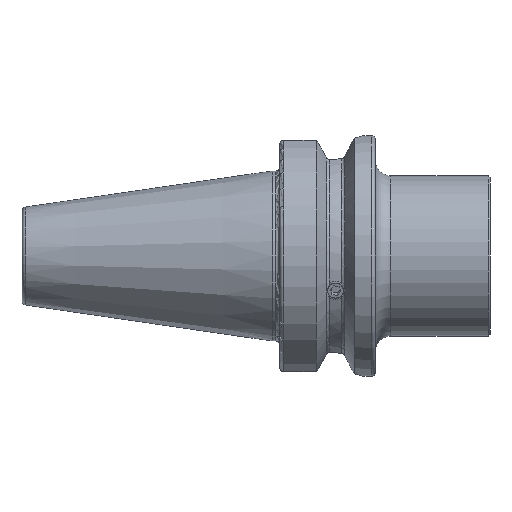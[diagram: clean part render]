
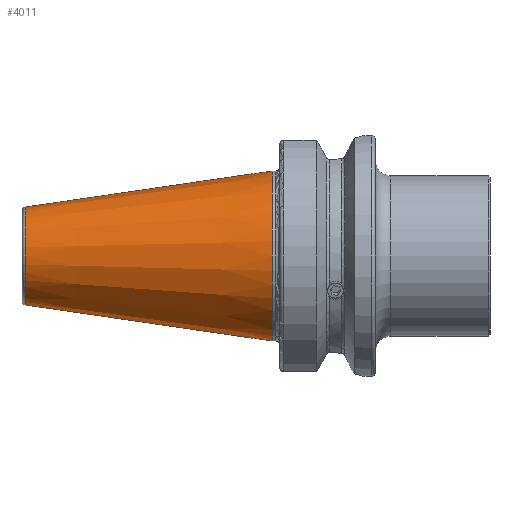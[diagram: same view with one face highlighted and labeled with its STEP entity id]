
A CAD part, front view. The second image highlights one B-rep face of the part: STEP entity #4011.
In plain terms, the highlighted conical face has half-angle 8.297 degrees and reference radius 22.225 mm.
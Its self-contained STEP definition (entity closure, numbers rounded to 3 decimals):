
#26 = VERTEX_POINT ( 'NONE', #2869 ) ;
#70 = VERTEX_POINT ( 'NONE', #5051 ) ;
#208 = CARTESIAN_POINT ( 'NONE',  ( -64.544, 0., 0. ) ) ;
#399 = VECTOR ( 'NONE', #5418, 1000. ) ;
#418 = DIRECTION ( 'NONE',  ( -1., 0., 0. ) ) ;
#447 = VERTEX_POINT ( 'NONE', #3685 ) ;
#467 = ORIENTED_EDGE ( 'NONE', *, *, #1719, .T. ) ;
#476 = CIRCLE ( 'NONE', #2265, 22.225 ) ;
#571 = DIRECTION ( 'NONE',  ( 0., 0., -1. ) ) ;
#773 = DIRECTION ( 'NONE',  ( 0., 0., 1. ) ) ;
#1118 = DIRECTION ( 'NONE',  ( 1., 0., 0. ) ) ;
#1119 = ORIENTED_EDGE ( 'NONE', *, *, #2606, .F. ) ;
#1235 = CONICAL_SURFACE ( 'NONE', #4679, 22.225, 0.145 ) ;
#1468 = AXIS2_PLACEMENT_3D ( 'NONE', #208, #4203, #773 ) ;
#1719 = EDGE_CURVE ( 'NONE', #4746, #447, #6370, .T. ) ;
#2101 = EDGE_CURVE ( 'NONE', #70, #26, #4770, .T. ) ;
#2265 = AXIS2_PLACEMENT_3D ( 'NONE', #3841, #418, #4412 ) ;
#2353 = EDGE_CURVE ( 'NONE', #447, #26, #476, .T. ) ;
#2563 = CARTESIAN_POINT ( 'NONE',  ( 0., 0., 22.225 ) ) ;
#2606 = EDGE_CURVE ( 'NONE', #4746, #70, #6229, .T. ) ;
#2869 = CARTESIAN_POINT ( 'NONE',  ( 0., 0., 22.225 ) ) ;
#2900 = CARTESIAN_POINT ( 'NONE',  ( -64.544, 0., -12.812 ) ) ;
#3685 = CARTESIAN_POINT ( 'NONE',  ( 0., 0., -22.225 ) ) ;
#3841 = CARTESIAN_POINT ( 'NONE',  ( 0., 0., 0. ) ) ;
#3992 = CARTESIAN_POINT ( 'NONE',  ( 0., 0., 0. ) ) ;
#4011 = ADVANCED_FACE ( 'NONE', ( #7283 ), #1235, .T. ) ;
#4203 = DIRECTION ( 'NONE',  ( -1., 0., 0. ) ) ;
#4412 = DIRECTION ( 'NONE',  ( 0., 0., 1. ) ) ;
#4679 = AXIS2_PLACEMENT_3D ( 'NONE', #3992, #1118, #571 ) ;
#4746 = VERTEX_POINT ( 'NONE', #2900 ) ;
#4770 = LINE ( 'NONE', #2563, #399 ) ;
#4932 = EDGE_LOOP ( 'NONE', ( #5504, #1119, #467, #7195 ) ) ;
#5051 = CARTESIAN_POINT ( 'NONE',  ( -64.544, 0., 12.812 ) ) ;
#5220 = DIRECTION ( 'NONE',  ( 0.99, 0., -0.144 ) ) ;
#5418 = DIRECTION ( 'NONE',  ( 0.99, 0., 0.144 ) ) ;
#5504 = ORIENTED_EDGE ( 'NONE', *, *, #2101, .F. ) ;
#5807 = CARTESIAN_POINT ( 'NONE',  ( 0., 0., -22.225 ) ) ;
#6193 = VECTOR ( 'NONE', #5220, 1000. ) ;
#6229 = CIRCLE ( 'NONE', #1468, 12.812 ) ;
#6370 = LINE ( 'NONE', #5807, #6193 ) ;
#7195 = ORIENTED_EDGE ( 'NONE', *, *, #2353, .T. ) ;
#7283 = FACE_OUTER_BOUND ( 'NONE', #4932, .T. ) ;
